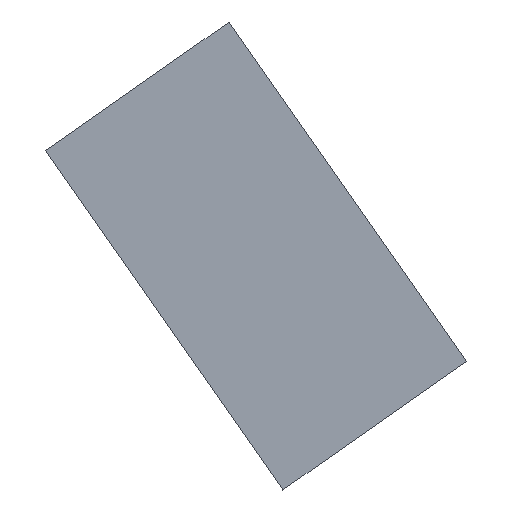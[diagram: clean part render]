
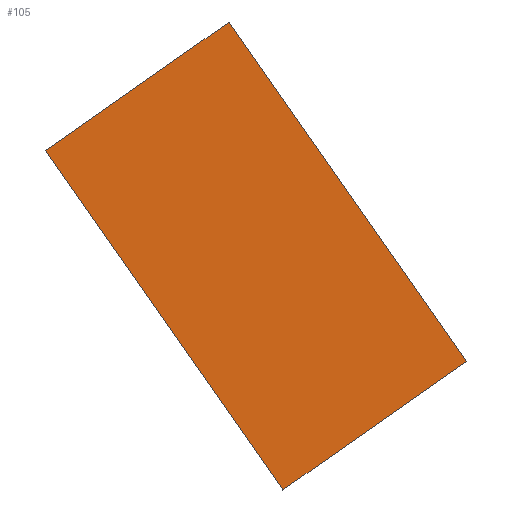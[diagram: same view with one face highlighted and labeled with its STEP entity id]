
A CAD part, front view. The second image highlights one B-rep face of the part: STEP entity #105.
In plain terms, the highlighted planar face has unit normal (0, -1, 0).
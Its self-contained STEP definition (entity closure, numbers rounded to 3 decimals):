
#19=FACE_OUTER_BOUND('',#25,.T.);
#25=EDGE_LOOP('',(#87,#88,#89,#90));
#27=LINE('',#157,#39);
#32=LINE('',#167,#44);
#37=LINE('',#176,#49);
#38=LINE('',#178,#50);
#39=VECTOR('',#131,10.);
#44=VECTOR('',#138,10.);
#49=VECTOR('',#147,10.);
#50=VECTOR('',#150,10.);
#51=VERTEX_POINT('',#155);
#52=VERTEX_POINT('',#156);
#56=VERTEX_POINT('',#165);
#58=VERTEX_POINT('',#174);
#59=EDGE_CURVE('',#51,#52,#27,.T.);
#64=EDGE_CURVE('',#52,#56,#32,.T.);
#69=EDGE_CURVE('',#51,#58,#37,.T.);
#70=EDGE_CURVE('',#56,#58,#38,.T.);
#87=ORIENTED_EDGE('',*,*,#70,.T.);
#88=ORIENTED_EDGE('',*,*,#69,.F.);
#89=ORIENTED_EDGE('',*,*,#59,.T.);
#90=ORIENTED_EDGE('',*,*,#64,.T.);
#99=PLANE('',#125);
#105=ADVANCED_FACE('',(#19),#99,.F.);
#125=AXIS2_PLACEMENT_3D('',#177,#148,#149);
#131=DIRECTION('',(-0.819,0.,-0.574));
#138=DIRECTION('',(0.574,0.,-0.819));
#147=DIRECTION('',(0.574,0.,-0.819));
#148=DIRECTION('center_axis',(0.,1.,0.));
#149=DIRECTION('ref_axis',(0.819,0.,0.574));
#150=DIRECTION('',(0.819,0.,0.574));
#155=CARTESIAN_POINT('',(45.093,44.444,-57.405));
#156=CARTESIAN_POINT('',(44.56,44.444,-57.778));
#157=CARTESIAN_POINT('',(45.093,44.444,-57.405));
#165=CARTESIAN_POINT('',(45.249,44.444,-58.761));
#167=CARTESIAN_POINT('',(44.56,44.444,-57.778));
#174=CARTESIAN_POINT('',(45.781,44.444,-58.388));
#176=CARTESIAN_POINT('',(45.093,44.444,-57.405));
#177=CARTESIAN_POINT('Origin',(44.56,44.444,-57.778));
#178=CARTESIAN_POINT('',(46.543,44.444,-57.854));
